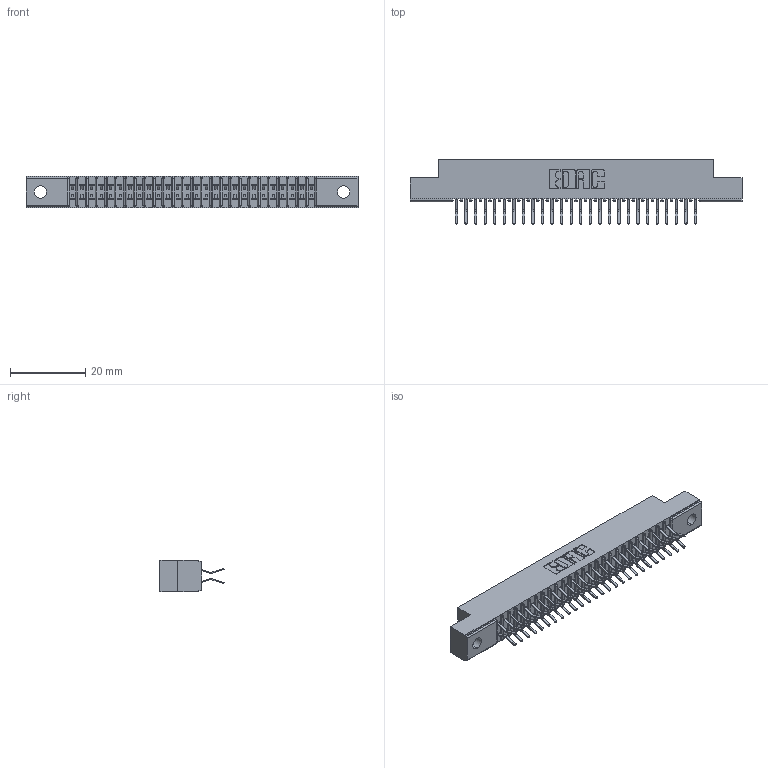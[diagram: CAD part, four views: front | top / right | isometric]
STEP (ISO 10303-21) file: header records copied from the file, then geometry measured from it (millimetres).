
FILE_DESCRIPTION (( 'STEP AP203' ), '1' );
FILE_NAME ('391-052-556-202.STEP', '2018-08-09T06:21:33', ( '' ), ( '' ), 'SwSTEP 2.0', 'SolidWorks 2016', '' );
FILE_SCHEMA (( 'CONFIG_CONTROL_DESIGN' ));
Length unit declared in the file: inch
Products named in the file (3): 341 Part_.128 (3.25) Dia Mounting Holes; 341-292-001_341-292-156; 391-052-556-202
Assembly tree (53 placements, depth 2):
  391-052-556-202
    341 Part_.128 (3.25) Dia Mounting Holes
    341-292-001_341-292-156  x52
Bounding box: 88.27 x 17.07 x 8.38 mm (x, y, z)
Volume: 4990.6 mm3; surface area: 10521.1 mm2
Topology: 53 solids, 53 shells, 3756 faces, 10898 edges, 7070 vertices
Faces by surface type: plane 2148, cylinder 1504, sphere 54, torus 50
Entity records: 33739 total; most frequent: CARTESIAN_POINT 5610, ORIENTED_EDGE 5572, DIRECTION 5460, EDGE_CURVE 2786, LINE 2228, VECTOR 2228, VERTEX_POINT 1766, AXIS2_PLACEMENT_3D 1616
